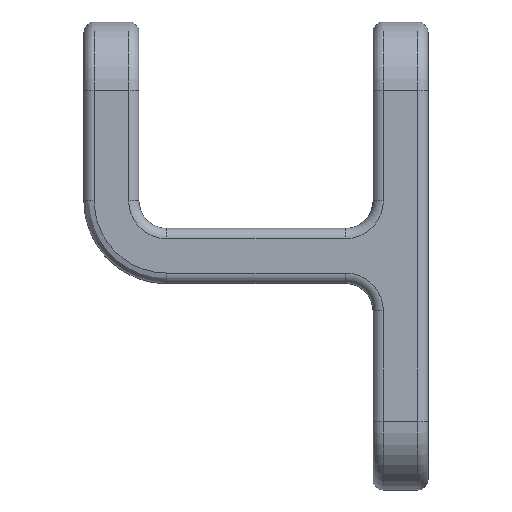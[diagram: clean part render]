
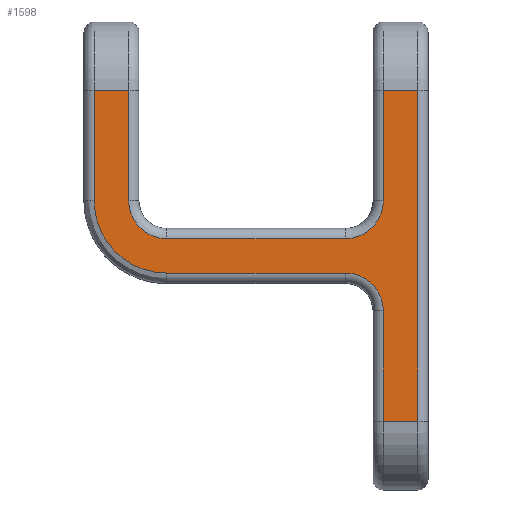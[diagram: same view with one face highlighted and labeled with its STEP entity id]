
A CAD part, top view. The second image highlights one B-rep face of the part: STEP entity #1598.
In plain terms, the highlighted planar face has unit normal (0, 0, 1).
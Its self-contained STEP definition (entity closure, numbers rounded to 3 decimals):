
#431=DIRECTION('',(0.,1.,0.));
#432=VECTOR('',#431,16.);
#433=CARTESIAN_POINT('',(18.5,-28.,10.));
#434=LINE('',#433,#432);
#435=CARTESIAN_POINT('',(13.,-12.,10.));
#436=DIRECTION('',(0.,0.,1.));
#437=DIRECTION('',(1.,0.,0.));
#438=AXIS2_PLACEMENT_3D('',#435,#436,#437);
#440=DIRECTION('',(-1.,0.,0.));
#441=VECTOR('',#440,26.);
#442=CARTESIAN_POINT('',(13.,-6.5,10.));
#443=LINE('',#442,#441);
#444=CARTESIAN_POINT('',(-13.,-6.5,10.));
#445=CARTESIAN_POINT('',(-13.342,-6.5,10.));
#446=CARTESIAN_POINT('',(-14.004,-6.466,10.));
#447=CARTESIAN_POINT('',(-14.912,-6.338,10.));
#448=CARTESIAN_POINT('',(-15.79,-6.136,10.));
#449=CARTESIAN_POINT('',(-16.628,-5.866,10.));
#450=CARTESIAN_POINT('',(-17.437,-5.53,10.));
#451=CARTESIAN_POINT('',(-18.218,-5.126,10.));
#452=CARTESIAN_POINT('',(-18.963,-4.657,10.));
#453=CARTESIAN_POINT('',(-19.666,-4.128,10.));
#454=CARTESIAN_POINT('',(-20.322,-3.543,10.));
#455=CARTESIAN_POINT('',(-20.927,-2.904,10.));
#456=CARTESIAN_POINT('',(-21.477,-2.217,10.));
#457=CARTESIAN_POINT('',(-21.967,-1.486,10.));
#458=CARTESIAN_POINT('',(-22.393,-0.721,10.));
#459=CARTESIAN_POINT('',(-22.755,0.082,10.));
#460=CARTESIAN_POINT('',(-23.05,0.917,10.));
#461=CARTESIAN_POINT('',(-23.285,1.816,10.));
#462=CARTESIAN_POINT('',(-23.452,2.821,10.));
#463=CARTESIAN_POINT('',(-23.5,3.592,10.));
#464=CARTESIAN_POINT('',(-23.5,4.,10.));
#466=DIRECTION('',(0.,1.,0.));
#467=VECTOR('',#466,16.);
#468=CARTESIAN_POINT('',(-23.5,4.,10.));
#469=LINE('',#468,#467);
#470=DIRECTION('',(-1.,0.,0.));
#471=VECTOR('',#470,5.);
#472=CARTESIAN_POINT('',(-18.5,20.,10.));
#473=LINE('',#472,#471);
#474=DIRECTION('',(0.,1.,0.));
#475=VECTOR('',#474,16.);
#476=CARTESIAN_POINT('',(-18.5,4.,10.));
#477=LINE('',#476,#475);
#478=CARTESIAN_POINT('',(-13.,4.,10.));
#479=DIRECTION('',(0.,0.,-1.));
#480=DIRECTION('',(0.,-1.,0.));
#481=AXIS2_PLACEMENT_3D('',#478,#479,#480);
#483=DIRECTION('',(-1.,0.,0.));
#484=VECTOR('',#483,26.);
#485=CARTESIAN_POINT('',(13.,-1.5,10.));
#486=LINE('',#485,#484);
#487=CARTESIAN_POINT('',(13.,4.,10.));
#488=DIRECTION('',(0.,0.,-1.));
#489=DIRECTION('',(1.,0.,0.));
#490=AXIS2_PLACEMENT_3D('',#487,#488,#489);
#492=DIRECTION('',(0.,-1.,0.));
#493=VECTOR('',#492,16.);
#494=CARTESIAN_POINT('',(18.5,20.,10.));
#495=LINE('',#494,#493);
#496=DIRECTION('',(-1.,0.,0.));
#497=VECTOR('',#496,5.);
#498=CARTESIAN_POINT('',(23.5,20.,10.));
#499=LINE('',#498,#497);
#500=DIRECTION('',(0.,-1.,0.));
#501=VECTOR('',#500,48.);
#502=CARTESIAN_POINT('',(23.5,20.,10.));
#503=LINE('',#502,#501);
#504=DIRECTION('',(-1.,0.,0.));
#505=VECTOR('',#504,5.);
#506=CARTESIAN_POINT('',(23.5,-28.,10.));
#507=LINE('',#506,#505);
#692=CARTESIAN_POINT('',(18.5,-28.,10.));
#693=VERTEX_POINT('',#692);
#696=CARTESIAN_POINT('',(18.5,-12.,10.));
#697=VERTEX_POINT('',#696);
#700=CARTESIAN_POINT('',(13.,-6.5,10.));
#701=VERTEX_POINT('',#700);
#704=CARTESIAN_POINT('',(-13.,-6.5,10.));
#705=VERTEX_POINT('',#704);
#710=CARTESIAN_POINT('',(-23.5,4.,10.));
#711=CARTESIAN_POINT('',(-23.5,20.,10.));
#712=VERTEX_POINT('',#710);
#713=VERTEX_POINT('',#711);
#718=CARTESIAN_POINT('',(23.5,20.,10.));
#719=CARTESIAN_POINT('',(23.5,-28.,10.));
#720=VERTEX_POINT('',#718);
#721=VERTEX_POINT('',#719);
#731=CARTESIAN_POINT('',(18.5,20.,10.));
#733=VERTEX_POINT('',#731);
#738=CARTESIAN_POINT('',(18.5,4.,10.));
#739=VERTEX_POINT('',#738);
#742=CARTESIAN_POINT('',(13.,-1.5,10.));
#743=VERTEX_POINT('',#742);
#746=CARTESIAN_POINT('',(-13.,-1.5,10.));
#747=VERTEX_POINT('',#746);
#750=CARTESIAN_POINT('',(-18.5,4.,10.));
#751=VERTEX_POINT('',#750);
#754=CARTESIAN_POINT('',(-18.5,20.,10.));
#755=VERTEX_POINT('',#754);
#1570=CARTESIAN_POINT('',(0.,0.,10.));
#1571=DIRECTION('',(0.,0.,1.));
#1572=DIRECTION('',(1.,0.,0.));
#1573=AXIS2_PLACEMENT_3D('',#1570,#1571,#1572);
#1574=PLANE('',#1573);
#1575=ORIENTED_EDGE('',*,*,#1117,.T.);
#1576=ORIENTED_EDGE('',*,*,#1132,.T.);
#1578=ORIENTED_EDGE('',*,*,#1577,.T.);
#1579=ORIENTED_EDGE('',*,*,#1411,.T.);
#1580=ORIENTED_EDGE('',*,*,#1427,.T.);
#1581=ORIENTED_EDGE('',*,*,#1455,.F.);
#1583=ORIENTED_EDGE('',*,*,#1582,.F.);
#1585=ORIENTED_EDGE('',*,*,#1584,.F.);
#1587=ORIENTED_EDGE('',*,*,#1586,.F.);
#1588=ORIENTED_EDGE('',*,*,#1560,.F.);
#1590=ORIENTED_EDGE('',*,*,#1589,.F.);
#1591=ORIENTED_EDGE('',*,*,#986,.F.);
#1593=ORIENTED_EDGE('',*,*,#1592,.T.);
#1595=ORIENTED_EDGE('',*,*,#1594,.T.);
#1596=EDGE_LOOP('',(#1575,#1576,#1578,#1579,#1580,#1581,#1583,#1585,#1587,#1588,
#1590,#1591,#1593,#1595));
#1597=FACE_OUTER_BOUND('',#1596,.F.);
#1598=ADVANCED_FACE('',(#1597),#1574,.T.);
#439=CIRCLE('',#438,5.5);
#465=B_SPLINE_CURVE_WITH_KNOTS('',3,(#444,#445,#446,#447,#448,#449,#450,#451,
#452,#453,#454,#455,#456,#457,#458,#459,#460,#461,#462,#463,#464),.UNSPECIFIED.,
.F.,.F.,(4,1,1,1,1,1,1,1,1,1,1,1,1,1,1,1,1,1,4),(0.,0.056,
0.111,0.167,0.222,0.278,
0.333,0.389,0.444,0.5,0.556,
0.611,0.667,0.722,0.778,
0.833,0.889,0.944,1.),.UNSPECIFIED.);
#482=CIRCLE('',#481,5.5);
#491=CIRCLE('',#490,5.5);
#986=EDGE_CURVE('',#720,#733,#499,.T.);
#1117=EDGE_CURVE('',#693,#697,#434,.T.);
#1132=EDGE_CURVE('',#697,#701,#439,.T.);
#1411=EDGE_CURVE('',#705,#712,#465,.T.);
#1427=EDGE_CURVE('',#712,#713,#469,.T.);
#1455=EDGE_CURVE('',#755,#713,#473,.T.);
#1560=EDGE_CURVE('',#739,#743,#491,.T.);
#1577=EDGE_CURVE('',#701,#705,#443,.T.);
#1582=EDGE_CURVE('',#751,#755,#477,.T.);
#1584=EDGE_CURVE('',#747,#751,#482,.T.);
#1586=EDGE_CURVE('',#743,#747,#486,.T.);
#1589=EDGE_CURVE('',#733,#739,#495,.T.);
#1592=EDGE_CURVE('',#720,#721,#503,.T.);
#1594=EDGE_CURVE('',#721,#693,#507,.T.);
